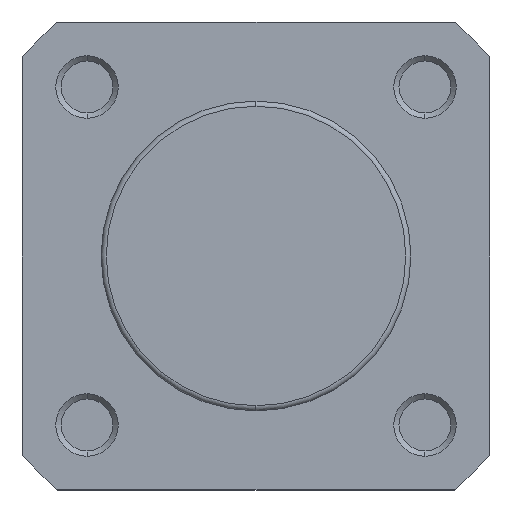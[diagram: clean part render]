
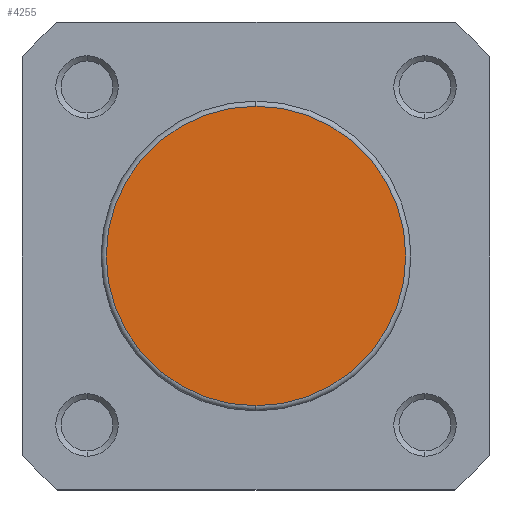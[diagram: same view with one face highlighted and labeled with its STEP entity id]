
A CAD part, left-side view. The second image highlights one B-rep face of the part: STEP entity #4255.
In plain terms, the highlighted planar face has unit normal (-1, 0, 0).
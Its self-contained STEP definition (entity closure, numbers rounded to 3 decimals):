
#932 = CIRCLE ( 'NONE', #2647, 14.4 ) ;
#1127 = CIRCLE ( 'NONE', #2690, 14.4 ) ;
#1356 = FACE_OUTER_BOUND ( 'NONE', #4133, .T. ) ;
#1568 = AXIS2_PLACEMENT_3D ( 'NONE', #5502, #5335, #6135 ) ;
#1981 = EDGE_CURVE ( 'NONE', #5002, #4876, #932, .T. ) ;
#2067 = CARTESIAN_POINT ( 'NONE',  ( 0., 0., -14.4 ) ) ;
#2408 = CARTESIAN_POINT ( 'NONE',  ( 0., 0., 14.4 ) ) ;
#2459 = EDGE_CURVE ( 'NONE', #4876, #5002, #1127, .T. ) ;
#2647 = AXIS2_PLACEMENT_3D ( 'NONE', #5251, #5446, #5209 ) ;
#2690 = AXIS2_PLACEMENT_3D ( 'NONE', #6116, #6117, #6115 ) ;
#3842 = ORIENTED_EDGE ( 'NONE', *, *, #1981, .T. ) ;
#3843 = ORIENTED_EDGE ( 'NONE', *, *, #2459, .T. ) ;
#4133 = EDGE_LOOP ( 'NONE', ( #3842, #3843 ) ) ;
#4255 = ADVANCED_FACE ( 'NONE', ( #1356 ), #5449, .T. ) ;
#4876 = VERTEX_POINT ( 'NONE', #2067 ) ;
#5002 = VERTEX_POINT ( 'NONE', #2408 ) ;
#5209 = DIRECTION ( 'NONE',  ( 0., 0., 1. ) ) ;
#5251 = CARTESIAN_POINT ( 'NONE',  ( 0., 0., 0. ) ) ;
#5335 = DIRECTION ( 'NONE',  ( -1., 0., 0. ) ) ;
#5446 = DIRECTION ( 'NONE',  ( -1., 0., 0. ) ) ;
#5449 = PLANE ( 'NONE',  #1568 ) ;
#5502 = CARTESIAN_POINT ( 'NONE',  ( 0., -14.9, 0. ) ) ;
#6115 = DIRECTION ( 'NONE',  ( 0., 0., 1. ) ) ;
#6116 = CARTESIAN_POINT ( 'NONE',  ( 0., 0., 0. ) ) ;
#6117 = DIRECTION ( 'NONE',  ( -1., 0., 0. ) ) ;
#6135 = DIRECTION ( 'NONE',  ( 0., 0., 1. ) ) ;
